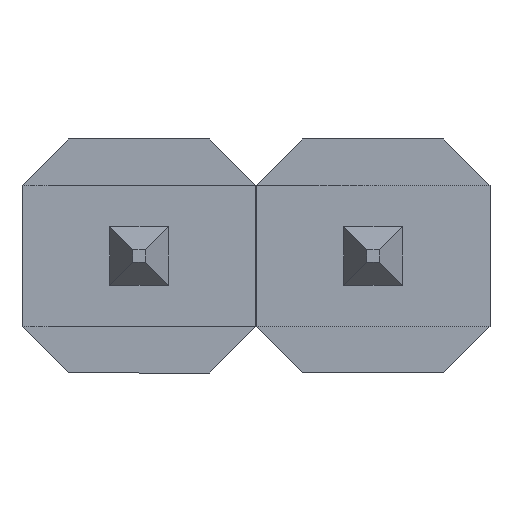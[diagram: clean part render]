
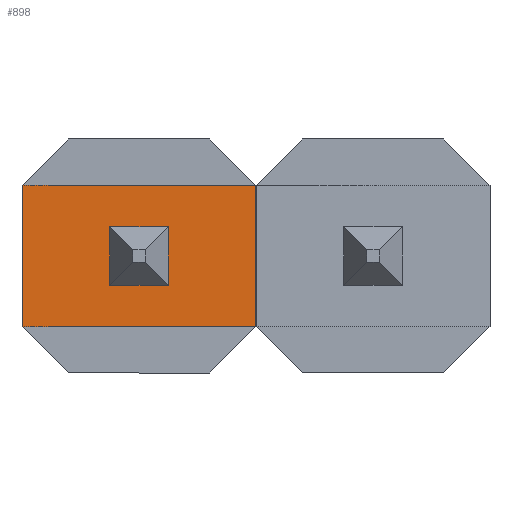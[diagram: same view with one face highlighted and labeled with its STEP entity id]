
A CAD part, front view. The second image highlights one B-rep face of the part: STEP entity #898.
In plain terms, the highlighted planar face has unit normal (0, -1, 0).
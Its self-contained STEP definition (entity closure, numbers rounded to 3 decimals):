
#7 = CARTESIAN_POINT ( 'NONE',  ( 1.27, 0.5, -0.875 ) ) ;
#14 = CARTESIAN_POINT ( 'NONE',  ( -1.27, 0.5, -0.875 ) ) ;
#29 = VERTEX_POINT ( 'NONE', #14 ) ;
#65 = DIRECTION ( 'NONE',  ( 0., 0., 1. ) ) ;
#71 = LINE ( 'NONE', #121, #869 ) ;
#88 = VERTEX_POINT ( 'NONE', #317 ) ;
#120 = VECTOR ( 'NONE', #65, 1000. ) ;
#121 = CARTESIAN_POINT ( 'NONE',  ( -1.27, 0.5, 0.665 ) ) ;
#125 = VECTOR ( 'NONE', #613, 1000. ) ;
#165 = VECTOR ( 'NONE', #399, 1000. ) ;
#184 = ORIENTED_EDGE ( 'NONE', *, *, #528, .F. ) ;
#192 = AXIS2_PLACEMENT_3D ( 'NONE', #908, #734, #271 ) ;
#224 = EDGE_LOOP ( 'NONE', ( #184, #829, #262, #692 ) ) ;
#262 = ORIENTED_EDGE ( 'NONE', *, *, #506, .F. ) ;
#271 = DIRECTION ( 'NONE',  ( 0., 0., 1. ) ) ;
#287 = FACE_OUTER_BOUND ( 'NONE', #224, .T. ) ;
#298 = LINE ( 'NONE', #519, #120 ) ;
#317 = CARTESIAN_POINT ( 'NONE',  ( 1.27, 0.5, 0.665 ) ) ;
#399 = DIRECTION ( 'NONE',  ( 0., 0., -1. ) ) ;
#407 = EDGE_CURVE ( 'NONE', #409, #29, #741, .T. ) ;
#409 = VERTEX_POINT ( 'NONE', #537 ) ;
#506 = EDGE_CURVE ( 'NONE', #88, #409, #943, .T. ) ;
#519 = CARTESIAN_POINT ( 'NONE',  ( -1.27, 0.5, -0.875 ) ) ;
#528 = EDGE_CURVE ( 'NONE', #29, #773, #298, .T. ) ;
#537 = CARTESIAN_POINT ( 'NONE',  ( 1.27, 0.5, -0.875 ) ) ;
#613 = DIRECTION ( 'NONE',  ( -1., 0., 0. ) ) ;
#660 = DIRECTION ( 'NONE',  ( 1., 0., 0. ) ) ;
#686 = CARTESIAN_POINT ( 'NONE',  ( -1.27, 0.5, 0.665 ) ) ;
#692 = ORIENTED_EDGE ( 'NONE', *, *, #891, .F. ) ;
#734 = DIRECTION ( 'NONE',  ( 0., 1., 0. ) ) ;
#741 = LINE ( 'NONE', #7, #125 ) ;
#752 = PLANE ( 'NONE',  #192 ) ;
#773 = VERTEX_POINT ( 'NONE', #686 ) ;
#829 = ORIENTED_EDGE ( 'NONE', *, *, #407, .F. ) ;
#855 = CARTESIAN_POINT ( 'NONE',  ( 1.27, 0.5, 0.665 ) ) ;
#869 = VECTOR ( 'NONE', #660, 1000. ) ;
#891 = EDGE_CURVE ( 'NONE', #773, #88, #71, .T. ) ;
#898 = ADVANCED_FACE ( 'NONE', ( #287 ), #752, .F. ) ;
#908 = CARTESIAN_POINT ( 'NONE',  ( 0., 0.5, 0. ) ) ;
#943 = LINE ( 'NONE', #855, #165 ) ;
